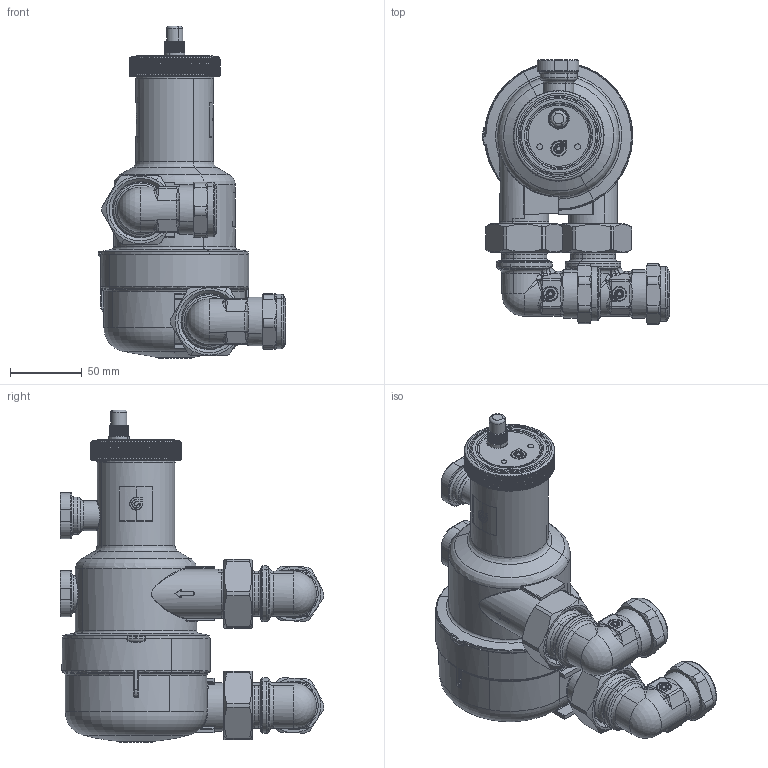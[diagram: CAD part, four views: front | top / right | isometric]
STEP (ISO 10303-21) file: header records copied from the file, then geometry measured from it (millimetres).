
FILE_DESCRIPTION(('CATIA V5 STEP Exchange','CAx-IF Rec.Pracs.--- Model Styling and Organization---1.5--- 2016-08-15','CAx-IF Rec.Pracs.---Supplemental Geometry---1.0---2011-11-01','CAx-IF Rec.Pracs.--- Composite Materials ---3.4---2017-06-13','CAx-IF Rec.Pracs.---Tessellated 3D Geometry---1.0---2015-12-17'),'2;1');
FILE_NAME('STEP_551603_-_TST.stp','2024-02-07T13:15:39+00:00',('none'),('none'),'CATIA Version 5-6 Release 2020 SP5','CATIA V5 STEP AP242 v2','none');
FILE_SCHEMA(('AP242_MANAGED_MODEL_BASED_3D_ENGINEERING_MIM_LF {1 0 10303 442 1 1 4}'));
Length unit declared in the file: millimetre
Products named in the file (1): 551603 - TST
Bounding box: 130.75 x 184.09 x 231.8 mm (x, y, z)
Volume: 1353922.5 mm3; surface area: 112637.3 mm2
Topology: 1 solids, 3 shells, 3074 faces, 8130 edges, 4982 vertices
Faces by surface type: plane 1213, cylinder 893, bspline 442, torus 245, cone 154, sphere 107, extrusion 18, revolution 2
Entity records: 124665 total; most frequent: CARTESIAN_POINT 59697, ORIENTED_EDGE 15962, DIRECTION 8347, EDGE_CURVE 7981, VERTEX_POINT 4982, B_SPLINE_CURVE_WITH_KNOTS 4131, AXIS2_PLACEMENT_3D 3608, EDGE_LOOP 3145
